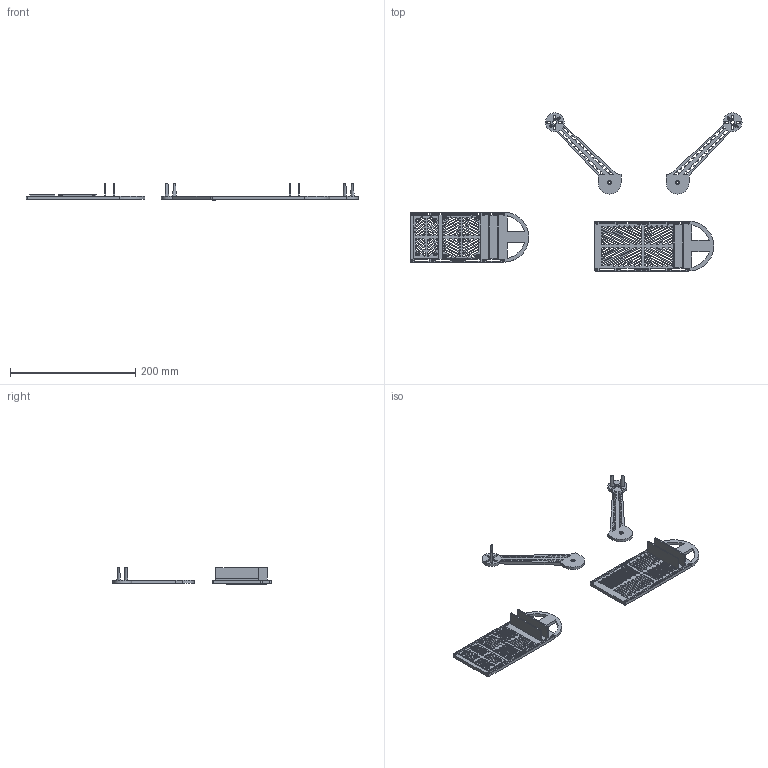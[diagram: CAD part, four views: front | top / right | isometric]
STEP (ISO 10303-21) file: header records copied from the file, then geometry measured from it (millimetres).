
FILE_DESCRIPTION(/* description */ ('STEP AP242','CAx-IF Rec.Pracs.---Representation and Presentation of Product Manufacturing Information (PMI)---4.0---2014-10-13','CAx-IF Rec.Pracs.---3D Tessellated Geometry---0.4---2014-09-14','2;1'),/* implementation_level */ '2;1');
FILE_NAME(/* name */ '6574e3517a79fb4bf227066c',/* time_stamp */ '2023-12-09T21:59:47Z',/* author */ (''),/* organization */ (''),/* preprocessor_version */ 'ST-DEVELOPER v19.4',/* originating_system */ ' ',/* authorisation */ ' ');
FILE_SCHEMA (('AP242_MANAGED_MODEL_BASED_3D_ENGINEERING_MIM_LF { 1 0 10303 442 1 1 4 }'));
Length unit declared in the file: metre
Products named in the file (8): id2; id5; id8; id11; id14; id17; upper model base; down model base
Bounding box: 530.15 x 252.45 x 27 mm (x, y, z)
Volume: 143209.9 mm3; surface area: 121538.1 mm2
Topology: 4 solids, 8 shells, 1236 faces, 3476 edges, 2330 vertices
Faces by surface type: plane 739, cylinder 382, bspline 115
Full cylindrical faces by diameter (mm): 2.8 x46, 3.7 x36, 6 x2, 6.5 x10
Entity records: 40756 total; most frequent: CARTESIAN_POINT 8349, ORIENTED_EDGE 6656, DIRECTION 6140, EDGE_CURVE 3332, LINE 2338, VECTOR 2338, VERTEX_POINT 2284, AXIS2_PLACEMENT_3D 1901
